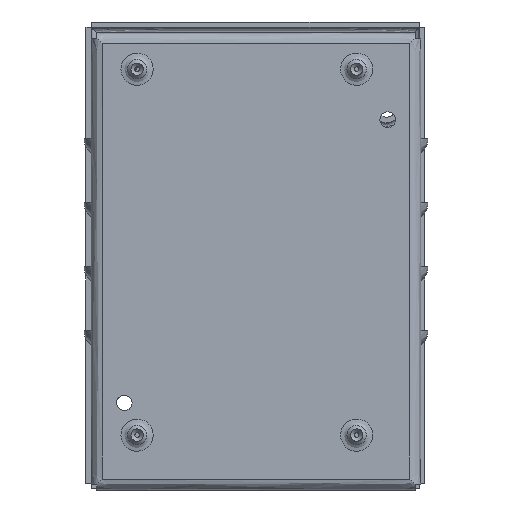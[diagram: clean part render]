
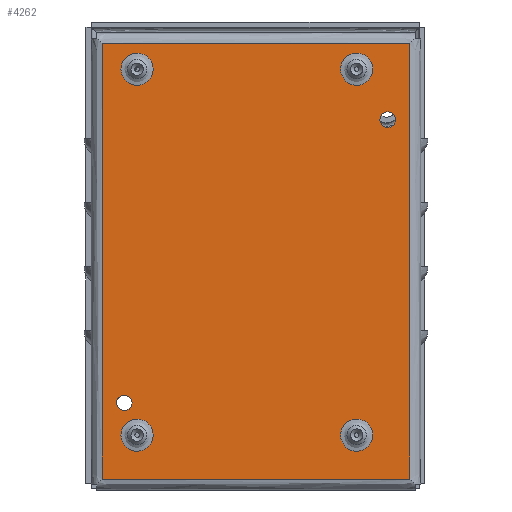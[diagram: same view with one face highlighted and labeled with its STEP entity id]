
A CAD part, front view. The second image highlights one B-rep face of the part: STEP entity #4262.
In plain terms, the highlighted free-form (B-spline) face has degree [1, 1] with [2, 2] control points.
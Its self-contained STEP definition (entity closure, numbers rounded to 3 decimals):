
#4262 = ADVANCED_FACE('',(#4263,#4277,#4291,#4305,#4319,#4333,#4347),
  #4377,.T.);
#4263 = FACE_BOUND('',#4264,.T.);
#4264 = EDGE_LOOP('',(#4265));
#4265 = ORIENTED_EDGE('',*,*,#4266,.F.);
#4266 = EDGE_CURVE('',#4267,#4267,#4269,.T.);
#4267 = VERTEX_POINT('',#4268);
#4268 = CARTESIAN_POINT('',(23.676,-3.946,
    57.02));
#4269 = ( BOUNDED_CURVE() B_SPLINE_CURVE(2,(#4270,#4271,#4272,#4273,
#4274,#4275,#4276),.UNSPECIFIED.,.T.,.F.) B_SPLINE_CURVE_WITH_KNOTS((1,2
    ,2,2,2,1),(-2.094,0.,2.094,4.189,
6.283,8.378),.UNSPECIFIED.) CURVE() 
GEOMETRIC_REPRESENTATION_ITEM() RATIONAL_B_SPLINE_CURVE((1.,0.5,1.,0.5,
1.,0.5,1.)) REPRESENTATION_ITEM('') );
#4270 = CARTESIAN_POINT('',(23.676,-3.946,
    57.02));
#4271 = CARTESIAN_POINT('',(33.358,-3.946,
    57.02));
#4272 = CARTESIAN_POINT('',(28.517,-3.946,
    65.405));
#4273 = CARTESIAN_POINT('',(23.676,-3.946,
    73.79));
#4274 = CARTESIAN_POINT('',(18.835,-3.946,
    65.405));
#4275 = CARTESIAN_POINT('',(13.994,-3.946,
    57.02));
#4276 = CARTESIAN_POINT('',(23.676,-3.946,
    57.02));
#4277 = FACE_BOUND('',#4278,.T.);
#4278 = EDGE_LOOP('',(#4279));
#4279 = ORIENTED_EDGE('',*,*,#4280,.F.);
#4280 = EDGE_CURVE('',#4281,#4281,#4283,.T.);
#4281 = VERTEX_POINT('',#4282);
#4282 = CARTESIAN_POINT('',(213.084,-3.946,
    260.633));
#4283 = ( BOUNDED_CURVE() B_SPLINE_CURVE(2,(#4284,#4285,#4286,#4287,
#4288,#4289,#4290),.UNSPECIFIED.,.T.,.F.) B_SPLINE_CURVE_WITH_KNOTS((1,2
    ,2,2,2,1),(-2.094,0.,2.094,4.189,
6.283,8.378),.UNSPECIFIED.) CURVE() 
GEOMETRIC_REPRESENTATION_ITEM() RATIONAL_B_SPLINE_CURVE((1.,0.5,1.,0.5,
1.,0.5,1.)) REPRESENTATION_ITEM('') );
#4284 = CARTESIAN_POINT('',(213.084,-3.946,
    260.633));
#4285 = CARTESIAN_POINT('',(222.766,-3.946,
    260.633));
#4286 = CARTESIAN_POINT('',(217.925,-3.946,
    269.018));
#4287 = CARTESIAN_POINT('',(213.084,-3.946,
    277.403));
#4288 = CARTESIAN_POINT('',(208.242,-3.946,
    269.018));
#4289 = CARTESIAN_POINT('',(203.401,-3.946,
    260.633));
#4290 = CARTESIAN_POINT('',(213.084,-3.946,
    260.633));
#4291 = FACE_BOUND('',#4292,.T.);
#4292 = EDGE_LOOP('',(#4293));
#4293 = ORIENTED_EDGE('',*,*,#4294,.T.);
#4294 = EDGE_CURVE('',#4295,#4295,#4297,.T.);
#4295 = VERTEX_POINT('',#4296);
#4296 = CARTESIAN_POINT('',(179.148,-3.946,
    302.526));
#4297 = ( BOUNDED_CURVE() B_SPLINE_CURVE(2,(#4298,#4299,#4300,#4301,
#4302,#4303,#4304),.UNSPECIFIED.,.T.,.F.) B_SPLINE_CURVE_WITH_KNOTS((1,2
    ,2,2,2,1),(-2.094,0.,2.094,4.189,
6.283,8.378),.UNSPECIFIED.) CURVE() 
GEOMETRIC_REPRESENTATION_ITEM() RATIONAL_B_SPLINE_CURVE((1.,0.5,1.,0.5,
1.,0.5,1.)) REPRESENTATION_ITEM('') );
#4298 = CARTESIAN_POINT('',(179.148,-3.946,
    302.526));
#4299 = CARTESIAN_POINT('',(179.148,-3.946,
    322.575));
#4300 = CARTESIAN_POINT('',(196.511,-3.946,
    312.55));
#4301 = CARTESIAN_POINT('',(213.873,-3.946,
    302.526));
#4302 = CARTESIAN_POINT('',(196.511,-3.946,
    292.502));
#4303 = CARTESIAN_POINT('',(179.148,-3.946,
    282.478));
#4304 = CARTESIAN_POINT('',(179.148,-3.946,
    302.526));
#4305 = FACE_BOUND('',#4306,.T.);
#4306 = EDGE_LOOP('',(#4307));
#4307 = ORIENTED_EDGE('',*,*,#4308,.T.);
#4308 = EDGE_CURVE('',#4309,#4309,#4311,.T.);
#4309 = VERTEX_POINT('',#4310);
#4310 = CARTESIAN_POINT('',(179.148,-3.946,
    39.46));
#4311 = ( BOUNDED_CURVE() B_SPLINE_CURVE(2,(#4312,#4313,#4314,#4315,
#4316,#4317,#4318),.UNSPECIFIED.,.T.,.F.) B_SPLINE_CURVE_WITH_KNOTS((1,2
    ,2,2,2,1),(-2.094,0.,2.094,4.189,
6.283,8.378),.UNSPECIFIED.) CURVE() 
GEOMETRIC_REPRESENTATION_ITEM() RATIONAL_B_SPLINE_CURVE((1.,0.5,1.,0.5,
1.,0.5,1.)) REPRESENTATION_ITEM('') );
#4312 = CARTESIAN_POINT('',(179.148,-3.946,
    39.46));
#4313 = CARTESIAN_POINT('',(179.148,-3.946,
    59.508));
#4314 = CARTESIAN_POINT('',(196.511,-3.946,
    49.484));
#4315 = CARTESIAN_POINT('',(213.873,-3.946,
    39.46));
#4316 = CARTESIAN_POINT('',(196.511,-3.946,
    29.436));
#4317 = CARTESIAN_POINT('',(179.148,-3.946,
    19.412));
#4318 = CARTESIAN_POINT('',(179.148,-3.946,
    39.46));
#4319 = FACE_BOUND('',#4320,.T.);
#4320 = EDGE_LOOP('',(#4321));
#4321 = ORIENTED_EDGE('',*,*,#4322,.T.);
#4322 = EDGE_CURVE('',#4323,#4323,#4325,.T.);
#4323 = VERTEX_POINT('',#4324);
#4324 = CARTESIAN_POINT('',(21.308,-3.946,
    302.526));
#4325 = ( BOUNDED_CURVE() B_SPLINE_CURVE(2,(#4326,#4327,#4328,#4329,
#4330,#4331,#4332),.UNSPECIFIED.,.T.,.F.) B_SPLINE_CURVE_WITH_KNOTS((1,2
    ,2,2,2,1),(-2.094,0.,2.094,4.189,
6.283,8.378),.UNSPECIFIED.) CURVE() 
GEOMETRIC_REPRESENTATION_ITEM() RATIONAL_B_SPLINE_CURVE((1.,0.5,1.,0.5,
1.,0.5,1.)) REPRESENTATION_ITEM('') );
#4326 = CARTESIAN_POINT('',(21.308,-3.946,
    302.526));
#4327 = CARTESIAN_POINT('',(21.308,-3.946,
    322.575));
#4328 = CARTESIAN_POINT('',(38.671,-3.946,
    312.55));
#4329 = CARTESIAN_POINT('',(56.033,-3.946,
    302.526));
#4330 = CARTESIAN_POINT('',(38.671,-3.946,
    292.502));
#4331 = CARTESIAN_POINT('',(21.308,-3.946,
    282.478));
#4332 = CARTESIAN_POINT('',(21.308,-3.946,
    302.526));
#4333 = FACE_BOUND('',#4334,.T.);
#4334 = EDGE_LOOP('',(#4335));
#4335 = ORIENTED_EDGE('',*,*,#4336,.T.);
#4336 = EDGE_CURVE('',#4337,#4337,#4339,.T.);
#4337 = VERTEX_POINT('',#4338);
#4338 = CARTESIAN_POINT('',(21.308,-3.946,
    39.46));
#4339 = ( BOUNDED_CURVE() B_SPLINE_CURVE(2,(#4340,#4341,#4342,#4343,
#4344,#4345,#4346),.UNSPECIFIED.,.T.,.F.) B_SPLINE_CURVE_WITH_KNOTS((1,2
    ,2,2,2,1),(-2.094,0.,2.094,4.189,
6.283,8.378),.UNSPECIFIED.) CURVE() 
GEOMETRIC_REPRESENTATION_ITEM() RATIONAL_B_SPLINE_CURVE((1.,0.5,1.,0.5,
1.,0.5,1.)) REPRESENTATION_ITEM('') );
#4340 = CARTESIAN_POINT('',(21.308,-3.946,
    39.46));
#4341 = CARTESIAN_POINT('',(21.308,-3.946,
    59.508));
#4342 = CARTESIAN_POINT('',(38.671,-3.946,
    49.484));
#4343 = CARTESIAN_POINT('',(56.033,-3.946,
    39.46));
#4344 = CARTESIAN_POINT('',(38.671,-3.946,
    29.436));
#4345 = CARTESIAN_POINT('',(21.308,-3.946,
    19.412));
#4346 = CARTESIAN_POINT('',(21.308,-3.946,
    39.46));
#4347 = FACE_BOUND('',#4348,.T.);
#4348 = EDGE_LOOP('',(#4349,#4358,#4365,#4372));
#4349 = ORIENTED_EDGE('',*,*,#4350,.T.);
#4350 = EDGE_CURVE('',#4351,#4353,#4355,.T.);
#4351 = VERTEX_POINT('',#4352);
#4352 = CARTESIAN_POINT('',(228.868,-3.946,
    7.892));
#4353 = VERTEX_POINT('',#4354);
#4354 = CARTESIAN_POINT('',(228.868,-3.946,
    320.941));
#4355 = B_SPLINE_CURVE_WITH_KNOTS('',1,(#4356,#4357),.UNSPECIFIED.,.F.,
  .F.,(2,2),(6.,244.),.PIECEWISE_BEZIER_KNOTS.);
#4356 = CARTESIAN_POINT('',(228.868,-3.946,
    7.892));
#4357 = CARTESIAN_POINT('',(228.868,-3.946,
    320.941));
#4358 = ORIENTED_EDGE('',*,*,#4359,.T.);
#4359 = EDGE_CURVE('',#4353,#4360,#4362,.T.);
#4360 = VERTEX_POINT('',#4361);
#4361 = CARTESIAN_POINT('',(7.892,-3.946,
    320.941));
#4362 = B_SPLINE_CURVE_WITH_KNOTS('',1,(#4363,#4364),.UNSPECIFIED.,.F.,
  .F.,(2,2),(6.,174.),.PIECEWISE_BEZIER_KNOTS.);
#4363 = CARTESIAN_POINT('',(228.868,-3.946,
    320.941));
#4364 = CARTESIAN_POINT('',(7.892,-3.946,
    320.941));
#4365 = ORIENTED_EDGE('',*,*,#4366,.T.);
#4366 = EDGE_CURVE('',#4360,#4367,#4369,.T.);
#4367 = VERTEX_POINT('',#4368);
#4368 = CARTESIAN_POINT('',(7.892,-3.946,
    7.892));
#4369 = B_SPLINE_CURVE_WITH_KNOTS('',1,(#4370,#4371),.UNSPECIFIED.,.F.,
  .F.,(2,2),(6.,244.),.PIECEWISE_BEZIER_KNOTS.);
#4370 = CARTESIAN_POINT('',(7.892,-3.946,
    320.941));
#4371 = CARTESIAN_POINT('',(7.892,-3.946,
    7.892));
#4372 = ORIENTED_EDGE('',*,*,#4373,.T.);
#4373 = EDGE_CURVE('',#4367,#4351,#4374,.T.);
#4374 = B_SPLINE_CURVE_WITH_KNOTS('',1,(#4375,#4376),.UNSPECIFIED.,.F.,
  .F.,(2,2),(6.,174.),.PIECEWISE_BEZIER_KNOTS.);
#4375 = CARTESIAN_POINT('',(7.892,-3.946,
    7.892));
#4376 = CARTESIAN_POINT('',(228.868,-3.946,
    7.892));
#4377 = B_SPLINE_SURFACE_WITH_KNOTS('',1,1,(
    (#4378,#4379)
    ,(#4380,#4381
    )),.UNSPECIFIED.,.F.,.F.,.F.,(2,2),(2,2),(-244.,-6.),(6.,174.),
  .PIECEWISE_BEZIER_KNOTS.);
#4378 = CARTESIAN_POINT('',(7.892,-3.946,
    320.941));
#4379 = CARTESIAN_POINT('',(228.868,-3.946,
    320.941));
#4380 = CARTESIAN_POINT('',(7.892,-3.946,
    7.892));
#4381 = CARTESIAN_POINT('',(228.868,-3.946,
    7.892));
